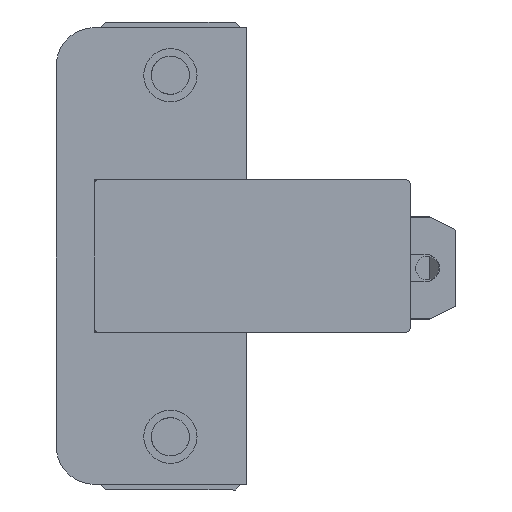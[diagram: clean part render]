
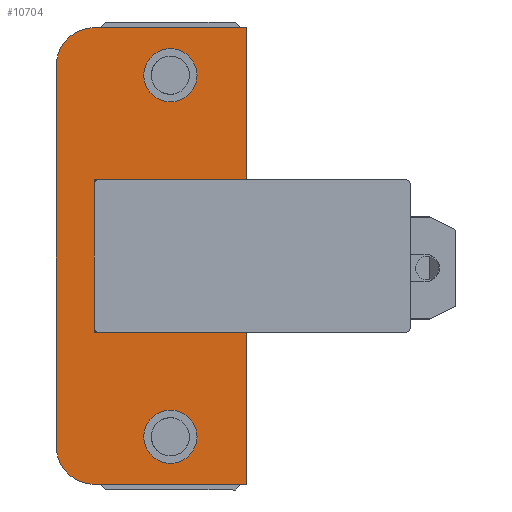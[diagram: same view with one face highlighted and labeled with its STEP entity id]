
A CAD part, front view. The second image highlights one B-rep face of the part: STEP entity #10704.
In plain terms, the highlighted face is planar.
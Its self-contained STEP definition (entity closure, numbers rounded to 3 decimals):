
#401 = DIRECTION ( 'NONE',  ( 1., 0., 0. ) ) ;
#465 = ORIENTED_EDGE ( 'NONE', *, *, #14946, .T. ) ;
#524 = CARTESIAN_POINT ( 'NONE',  ( 47.5, -20., 0. ) ) ;
#933 = AXIS2_PLACEMENT_3D ( 'NONE', #2612, #12155, #4406 ) ;
#1087 = CARTESIAN_POINT ( 'NONE',  ( -20., -40., 0. ) ) ;
#1157 = VERTEX_POINT ( 'NONE', #18495 ) ;
#1186 = ORIENTED_EDGE ( 'NONE', *, *, #6285, .T. ) ;
#1526 = CARTESIAN_POINT ( 'NONE',  ( 40.5, -20., 0. ) ) ;
#1730 = AXIS2_PLACEMENT_3D ( 'NONE', #3310, #4992, #19602 ) ;
#1796 = VERTEX_POINT ( 'NONE', #1526 ) ;
#2177 = LINE ( 'NONE', #6505, #16537 ) ;
#2182 = DIRECTION ( 'NONE',  ( 0., 0., 1. ) ) ;
#2404 = DIRECTION ( 'NONE',  ( -1., 0., 0. ) ) ;
#2517 = CARTESIAN_POINT ( 'NONE',  ( -60., 0., 0. ) ) ;
#2612 = CARTESIAN_POINT ( 'NONE',  ( -50., -40., 0. ) ) ;
#2743 = EDGE_CURVE ( 'NONE', #8320, #15506, #2177, .T. ) ;
#2756 = DIRECTION ( 'NONE',  ( -1., 0., 0. ) ) ;
#2875 = AXIS2_PLACEMENT_3D ( 'NONE', #524, #4863, #3885 ) ;
#3149 = EDGE_CURVE ( 'NONE', #15533, #3554, #6569, .T. ) ;
#3162 = VERTEX_POINT ( 'NONE', #11275 ) ;
#3179 = CARTESIAN_POINT ( 'NONE',  ( 20., -40., 0. ) ) ;
#3310 = CARTESIAN_POINT ( 'NONE',  ( 47.5, -20., 0. ) ) ;
#3418 = CARTESIAN_POINT ( 'NONE',  ( -47.5, -20., 0. ) ) ;
#3423 = CARTESIAN_POINT ( 'NONE',  ( -20., -40., 0. ) ) ;
#3554 = VERTEX_POINT ( 'NONE', #3179 ) ;
#3745 = CARTESIAN_POINT ( 'NONE',  ( -50., -50., 0. ) ) ;
#3885 = DIRECTION ( 'NONE',  ( -1., 0., 0. ) ) ;
#3958 = EDGE_CURVE ( 'NONE', #8672, #4012, #8417, .T. ) ;
#4012 = VERTEX_POINT ( 'NONE', #5847 ) ;
#4162 = CARTESIAN_POINT ( 'NONE',  ( 20., 0., 0. ) ) ;
#4201 = CARTESIAN_POINT ( 'NONE',  ( -20., 0., 0. ) ) ;
#4294 = ORIENTED_EDGE ( 'NONE', *, *, #3149, .F. ) ;
#4353 = VERTEX_POINT ( 'NONE', #3423 ) ;
#4399 = EDGE_CURVE ( 'NONE', #6283, #1796, #9764, .T. ) ;
#4406 = DIRECTION ( 'NONE',  ( 1., 0., 0. ) ) ;
#4670 = ORIENTED_EDGE ( 'NONE', *, *, #10718, .F. ) ;
#4863 = DIRECTION ( 'NONE',  ( 0., 0., 1. ) ) ;
#4992 = DIRECTION ( 'NONE',  ( 0., 0., 1. ) ) ;
#5101 = DIRECTION ( 'NONE',  ( 0., -1., 0. ) ) ;
#5296 = CIRCLE ( 'NONE', #933, 10. ) ;
#5597 = VERTEX_POINT ( 'NONE', #12327 ) ;
#5728 = AXIS2_PLACEMENT_3D ( 'NONE', #7013, #2182, #401 ) ;
#5753 = CARTESIAN_POINT ( 'NONE',  ( 50., -50., 0. ) ) ;
#5847 = CARTESIAN_POINT ( 'NONE',  ( -40.5, -20., 0. ) ) ;
#5907 = EDGE_CURVE ( 'NONE', #19880, #1157, #9048, .T. ) ;
#5930 = EDGE_CURVE ( 'NONE', #3162, #5597, #15343, .T. ) ;
#5950 = VERTEX_POINT ( 'NONE', #14097 ) ;
#5971 = CARTESIAN_POINT ( 'NONE',  ( 54.5, -20., 0. ) ) ;
#6283 = VERTEX_POINT ( 'NONE', #5971 ) ;
#6285 = EDGE_CURVE ( 'NONE', #8320, #5950, #5296, .T. ) ;
#6505 = CARTESIAN_POINT ( 'NONE',  ( -60., -50., 0. ) ) ;
#6569 = LINE ( 'NONE', #9913, #18127 ) ;
#7013 = CARTESIAN_POINT ( 'NONE',  ( -47.5, -20., 0. ) ) ;
#7211 = LINE ( 'NONE', #13718, #7945 ) ;
#7321 = EDGE_CURVE ( 'NONE', #4353, #3162, #17585, .T. ) ;
#7477 = CARTESIAN_POINT ( 'NONE',  ( 60., -50., 0. ) ) ;
#7503 = DIRECTION ( 'NONE',  ( 0., 1., 0. ) ) ;
#7945 = VECTOR ( 'NONE', #2404, 1000. ) ;
#8043 = ORIENTED_EDGE ( 'NONE', *, *, #7321, .F. ) ;
#8320 = VERTEX_POINT ( 'NONE', #3745 ) ;
#8417 = CIRCLE ( 'NONE', #5728, 7. ) ;
#8496 = ORIENTED_EDGE ( 'NONE', *, *, #4399, .T. ) ;
#8597 = EDGE_CURVE ( 'NONE', #19880, #15506, #11429, .T. ) ;
#8672 = VERTEX_POINT ( 'NONE', #10506 ) ;
#9000 = ORIENTED_EDGE ( 'NONE', *, *, #14524, .T. ) ;
#9048 = LINE ( 'NONE', #7477, #13334 ) ;
#9172 = EDGE_CURVE ( 'NONE', #3554, #4353, #12247, .T. ) ;
#9453 = ORIENTED_EDGE ( 'NONE', *, *, #2743, .F. ) ;
#9517 = DIRECTION ( 'NONE',  ( 0., 0., -1. ) ) ;
#9764 = CIRCLE ( 'NONE', #1730, 7. ) ;
#9913 = CARTESIAN_POINT ( 'NONE',  ( 20., 0., 0. ) ) ;
#9929 = AXIS2_PLACEMENT_3D ( 'NONE', #10563, #16668, #13836 ) ;
#10391 = CARTESIAN_POINT ( 'NONE',  ( 20., -40., 0. ) ) ;
#10506 = CARTESIAN_POINT ( 'NONE',  ( -54.5, -20., 0. ) ) ;
#10557 = DIRECTION ( 'NONE',  ( 1., 0., 0. ) ) ;
#10563 = CARTESIAN_POINT ( 'NONE',  ( 0., 0., 0. ) ) ;
#10704 = ADVANCED_FACE ( 'NONE', ( #11926, #11838, #16788 ), #16978, .F. ) ;
#10718 = EDGE_CURVE ( 'NONE', #1157, #15533, #7211, .T. ) ;
#10799 = ORIENTED_EDGE ( 'NONE', *, *, #9172, .F. ) ;
#10810 = LINE ( 'NONE', #2517, #14613 ) ;
#11275 = CARTESIAN_POINT ( 'NONE',  ( -20., 0., 0. ) ) ;
#11385 = DIRECTION ( 'NONE',  ( 1., 0., 0. ) ) ;
#11429 = CIRCLE ( 'NONE', #13768, 10. ) ;
#11590 = DIRECTION ( 'NONE',  ( 0., 0., 1. ) ) ;
#11838 = FACE_BOUND ( 'NONE', #18513, .T. ) ;
#11926 = FACE_BOUND ( 'NONE', #13354, .T. ) ;
#12155 = DIRECTION ( 'NONE',  ( 0., 0., -1. ) ) ;
#12247 = LINE ( 'NONE', #10391, #13458 ) ;
#12327 = CARTESIAN_POINT ( 'NONE',  ( -60., 0., 0. ) ) ;
#12597 = CIRCLE ( 'NONE', #2875, 7. ) ;
#12637 = CARTESIAN_POINT ( 'NONE',  ( 50., -40., 0. ) ) ;
#12750 = DIRECTION ( 'NONE',  ( 1., 0., 0. ) ) ;
#13334 = VECTOR ( 'NONE', #13873, 1000. ) ;
#13354 = EDGE_LOOP ( 'NONE', ( #9000, #19903 ) ) ;
#13397 = AXIS2_PLACEMENT_3D ( 'NONE', #3418, #11590, #11385 ) ;
#13458 = VECTOR ( 'NONE', #16807, 1000. ) ;
#13565 = ORIENTED_EDGE ( 'NONE', *, *, #5930, .F. ) ;
#13669 = ORIENTED_EDGE ( 'NONE', *, *, #15137, .F. ) ;
#13718 = CARTESIAN_POINT ( 'NONE',  ( 60., 0., 0. ) ) ;
#13768 = AXIS2_PLACEMENT_3D ( 'NONE', #12637, #9517, #12750 ) ;
#13836 = DIRECTION ( 'NONE',  ( 1., 0., 0. ) ) ;
#13873 = DIRECTION ( 'NONE',  ( 0., 1., 0. ) ) ;
#14097 = CARTESIAN_POINT ( 'NONE',  ( -60., -40., 0. ) ) ;
#14524 = EDGE_CURVE ( 'NONE', #4012, #8672, #20111, .T. ) ;
#14613 = VECTOR ( 'NONE', #16810, 1000. ) ;
#14867 = ORIENTED_EDGE ( 'NONE', *, *, #5907, .F. ) ;
#14946 = EDGE_CURVE ( 'NONE', #1796, #6283, #12597, .T. ) ;
#15137 = EDGE_CURVE ( 'NONE', #5597, #5950, #10810, .T. ) ;
#15343 = LINE ( 'NONE', #4201, #16678 ) ;
#15387 = VECTOR ( 'NONE', #7503, 1000. ) ;
#15506 = VERTEX_POINT ( 'NONE', #5753 ) ;
#15533 = VERTEX_POINT ( 'NONE', #4162 ) ;
#15679 = CARTESIAN_POINT ( 'NONE',  ( 60., -40., 0. ) ) ;
#16537 = VECTOR ( 'NONE', #10557, 1000. ) ;
#16668 = DIRECTION ( 'NONE',  ( 0., 0., 1. ) ) ;
#16678 = VECTOR ( 'NONE', #2756, 1000. ) ;
#16788 = FACE_OUTER_BOUND ( 'NONE', #17166, .T. ) ;
#16807 = DIRECTION ( 'NONE',  ( -1., 0., 0. ) ) ;
#16810 = DIRECTION ( 'NONE',  ( 0., -1., 0. ) ) ;
#16978 = PLANE ( 'NONE',  #9929 ) ;
#17166 = EDGE_LOOP ( 'NONE', ( #9453, #1186, #13669, #13565, #8043, #10799, #4294, #4670, #14867, #20216 ) ) ;
#17585 = LINE ( 'NONE', #1087, #15387 ) ;
#18127 = VECTOR ( 'NONE', #5101, 1000. ) ;
#18495 = CARTESIAN_POINT ( 'NONE',  ( 60., 0., 0. ) ) ;
#18513 = EDGE_LOOP ( 'NONE', ( #8496, #465 ) ) ;
#19602 = DIRECTION ( 'NONE',  ( -1., 0., 0. ) ) ;
#19880 = VERTEX_POINT ( 'NONE', #15679 ) ;
#19903 = ORIENTED_EDGE ( 'NONE', *, *, #3958, .T. ) ;
#20111 = CIRCLE ( 'NONE', #13397, 7. ) ;
#20216 = ORIENTED_EDGE ( 'NONE', *, *, #8597, .T. ) ;
